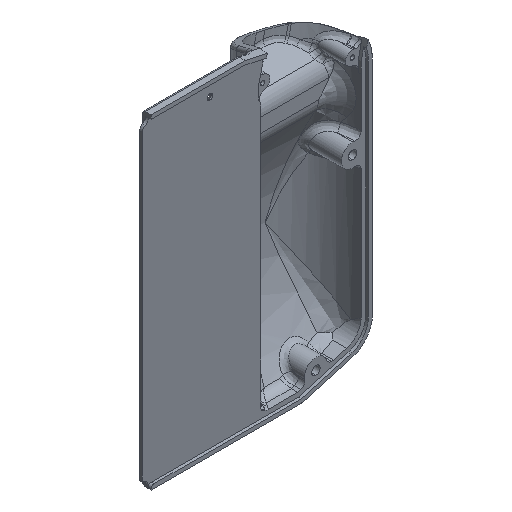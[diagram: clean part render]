
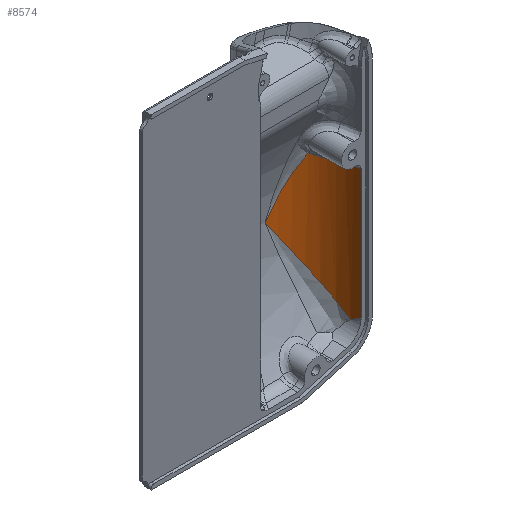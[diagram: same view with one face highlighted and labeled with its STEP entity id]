
A CAD part, isometric view. The second image highlights one B-rep face of the part: STEP entity #8574.
In plain terms, the highlighted cylindrical face has radius 17 mm (diameter 34 mm), a partial arc.
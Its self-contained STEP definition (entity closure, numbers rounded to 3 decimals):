
#9 = CARTESIAN_POINT ( 'NONE',  ( 39.814, 24.899, -96.452 ) ) ;
#74 = CARTESIAN_POINT ( 'NONE',  ( 25.453, 33.495, -71.805 ) ) ;
#98 = CYLINDRICAL_SURFACE ( 'NONE', #10569, 17. ) ;
#115 = CARTESIAN_POINT ( 'NONE',  ( 36.956, 28.599, -53.926 ) ) ;
#162 = B_SPLINE_CURVE_WITH_KNOTS ( 'NONE', 3,
 ( #7648, #9709, #8974, #9044, #6793, #9107, #9, #1062, #2887, #5793, #1900, #927, #10821, #2954, #5925, #4068, #8115, #4008, #12888, #6858, #1776, #74, #10886, #10102 ),
 .UNSPECIFIED., .F., .F.,
 ( 4, 2, 2, 2, 2, 2, 2, 2, 2, 2, 2, 4 ),
 ( 0., 0.002, 0.005, 0.01, 0.015, 0.02, 0.025, 0.03, 0.035, 0.037, 0.038, 0.04 ),
 .UNSPECIFIED. ) ;
#240 = CARTESIAN_POINT ( 'NONE',  ( 40.934, 22.551, -55.017 ) ) ;
#521 = DIRECTION ( 'NONE',  ( 0., 0., -1. ) ) ;
#608 = CARTESIAN_POINT ( 'NONE',  ( 41.774, 19.323, -102.219 ) ) ;
#629 = EDGE_CURVE ( 'NONE', #7144, #4906, #12203, .T. ) ;
#927 = CARTESIAN_POINT ( 'NONE',  ( 34.534, 30.607, -86.048 ) ) ;
#1062 = CARTESIAN_POINT ( 'NONE',  ( 38.721, 26.587, -93.928 ) ) ;
#1102 = CARTESIAN_POINT ( 'NONE',  ( 39.862, 24.777, -54.941 ) ) ;
#1252 = CARTESIAN_POINT ( 'NONE',  ( 35.346, 30., -54.777 ) ) ;
#1490 = EDGE_LOOP ( 'NONE', ( #2667, #3905, #11597, #10274, #4771 ) ) ;
#1512 = CARTESIAN_POINT ( 'NONE',  ( 25., 33.5, -71.121 ) ) ;
#1568 = CARTESIAN_POINT ( 'NONE',  ( 41.659, 19.886, -102.572 ) ) ;
#1776 = CARTESIAN_POINT ( 'NONE',  ( 25.906, 33.477, -72.489 ) ) ;
#1859 = VERTEX_POINT ( 'NONE', #5096 ) ;
#1900 = CARTESIAN_POINT ( 'NONE',  ( 36.055, 29.45, -88.715 ) ) ;
#2258 = CARTESIAN_POINT ( 'NONE',  ( 25., 33.5, -71.121 ) ) ;
#2571 = CARTESIAN_POINT ( 'NONE',  ( 41.993, 17.067, -100.779 ) ) ;
#2667 = ORIENTED_EDGE ( 'NONE', *, *, #10753, .F. ) ;
#2866 = VECTOR ( 'NONE', #521, 1000. ) ;
#2887 = CARTESIAN_POINT ( 'NONE',  ( 38.11, 27.367, -92.647 ) ) ;
#2954 = CARTESIAN_POINT ( 'NONE',  ( 32.09, 31.979, -82.019 ) ) ;
#3115 = CARTESIAN_POINT ( 'NONE',  ( 25., 16.5, 0.001 ) ) ;
#3423 = CARTESIAN_POINT ( 'NONE',  ( 42., 16.783, -100.597 ) ) ;
#3614 = CARTESIAN_POINT ( 'NONE',  ( 36.154, 29.329, -53.326 ) ) ;
#3651 = CARTESIAN_POINT ( 'NONE',  ( 42., 16.5, -54.916 ) ) ;
#3658 = CARTESIAN_POINT ( 'NONE',  ( 42., 16.5, 0.001 ) ) ;
#3905 = ORIENTED_EDGE ( 'NONE', *, *, #8085, .T. ) ;
#4008 = CARTESIAN_POINT ( 'NONE',  ( 27.262, 33.355, -74.539 ) ) ;
#4032 = DIRECTION ( 'NONE',  ( 0., 0., -1. ) ) ;
#4068 = CARTESIAN_POINT ( 'NONE',  ( 29.497, 32.92, -77.949 ) ) ;
#4093 = DIRECTION ( 'NONE',  ( -1., 0., 0. ) ) ;
#4108 = CARTESIAN_POINT ( 'NONE',  ( 39.225, 25.829, -54.83 ) ) ;
#4335 = B_SPLINE_CURVE_WITH_KNOTS ( 'NONE', 3,
 ( #3651, #10736, #9749, #10140, #5047, #9146, #240, #6224, #1102, #4108, #10201, #9212, #5240, #115, #11128, #7226 ),
 .UNSPECIFIED., .F., .F.,
 ( 4, 2, 2, 2, 2, 2, 2, 4 ),
 ( 0., 0.002, 0.004, 0.007, 0.009, 0.011, 0.013, 0.015 ),
 .UNSPECIFIED. ) ;
#4345 = CARTESIAN_POINT ( 'NONE',  ( 42., 16.5, -100.415 ) ) ;
#4531 = CARTESIAN_POINT ( 'NONE',  ( 35.757, 29.675, -54.049 ) ) ;
#4702 = CARTESIAN_POINT ( 'NONE',  ( 42., 16.5, -54.916 ) ) ;
#4771 = ORIENTED_EDGE ( 'NONE', *, *, #11680, .T. ) ;
#4906 = VERTEX_POINT ( 'NONE', #3614 ) ;
#5047 = CARTESIAN_POINT ( 'NONE',  ( 41.73, 19.582, -54.953 ) ) ;
#5096 = CARTESIAN_POINT ( 'NONE',  ( 42., 16.5, -100.415 ) ) ;
#5240 = CARTESIAN_POINT ( 'NONE',  ( 37.752, 27.757, -54.35 ) ) ;
#5269 = CARTESIAN_POINT ( 'NONE',  ( 28.977, 33.151, -65.122 ) ) ;
#5345 = CARTESIAN_POINT ( 'NONE',  ( 41.943, 17.914, -101.322 ) ) ;
#5396 = CARTESIAN_POINT ( 'NONE',  ( 34.499, 30.608, -56.241 ) ) ;
#5793 = CARTESIAN_POINT ( 'NONE',  ( 36.778, 28.798, -90.043 ) ) ;
#5925 = CARTESIAN_POINT ( 'NONE',  ( 31.239, 32.34, -80.668 ) ) ;
#6224 = CARTESIAN_POINT ( 'NONE',  ( 40.155, 24.226, -54.971 ) ) ;
#6384 = CARTESIAN_POINT ( 'NONE',  ( 31.817, 32.106, -60.661 ) ) ;
#6793 = CARTESIAN_POINT ( 'NONE',  ( 40.904, 22.529, -99.54 ) ) ;
#6858 = CARTESIAN_POINT ( 'NONE',  ( 26.133, 33.464, -72.831 ) ) ;
#7144 = VERTEX_POINT ( 'NONE', #2258 ) ;
#7226 = CARTESIAN_POINT ( 'NONE',  ( 36.154, 29.329, -53.326 ) ) ;
#7318 = CARTESIAN_POINT ( 'NONE',  ( 26.988, 33.5, -68.122 ) ) ;
#7648 = CARTESIAN_POINT ( 'NONE',  ( 41.659, 19.886, -102.572 ) ) ;
#8085 = EDGE_CURVE ( 'NONE', #8354, #4906, #4335, .T. ) ;
#8115 = CARTESIAN_POINT ( 'NONE',  ( 28.609, 33.137, -76.587 ) ) ;
#8354 = VERTEX_POINT ( 'NONE', #4702 ) ;
#8566 = CARTESIAN_POINT ( 'NONE',  ( 32.737, 31.672, -59.184 ) ) ;
#8574 = ADVANCED_FACE ( 'NONE', ( #12240 ), #98, .F. ) ;
#8974 = CARTESIAN_POINT ( 'NONE',  ( 41.408, 20.981, -101.367 ) ) ;
#9044 = CARTESIAN_POINT ( 'NONE',  ( 41.087, 22.025, -100.151 ) ) ;
#9107 = CARTESIAN_POINT ( 'NONE',  ( 40.297, 23.991, -97.696 ) ) ;
#9146 = CARTESIAN_POINT ( 'NONE',  ( 41.328, 21.39, -54.991 ) ) ;
#9212 = CARTESIAN_POINT ( 'NONE',  ( 38.147, 27.295, -54.51 ) ) ;
#9560 = LINE ( 'NONE', #3658, #2866 ) ;
#9574 = VERTEX_POINT ( 'NONE', #1568 ) ;
#9709 = CARTESIAN_POINT ( 'NONE',  ( 41.547, 20.44, -101.973 ) ) ;
#9749 = CARTESIAN_POINT ( 'NONE',  ( 41.966, 17.739, -54.921 ) ) ;
#10102 = CARTESIAN_POINT ( 'NONE',  ( 25., 33.5, -71.121 ) ) ;
#10140 = CARTESIAN_POINT ( 'NONE',  ( 41.831, 18.968, -54.94 ) ) ;
#10201 = CARTESIAN_POINT ( 'NONE',  ( 38.881, 26.333, -54.749 ) ) ;
#10274 = ORIENTED_EDGE ( 'NONE', *, *, #10307, .F. ) ;
#10307 = EDGE_CURVE ( 'NONE', #9574, #7144, #162, .T. ) ;
#10569 = AXIS2_PLACEMENT_3D ( 'NONE', #3115, #4032, #4093 ) ;
#10736 = CARTESIAN_POINT ( 'NONE',  ( 42., 17.121, -54.916 ) ) ;
#10753 = EDGE_CURVE ( 'NONE', #8354, #1859, #9560, .T. ) ;
#10821 = CARTESIAN_POINT ( 'NONE',  ( 33.737, 31.113, -84.708 ) ) ;
#10886 = CARTESIAN_POINT ( 'NONE',  ( 25.228, 33.5, -71.465 ) ) ;
#11128 = CARTESIAN_POINT ( 'NONE',  ( 36.552, 28.983, -53.663 ) ) ;
#11462 = B_SPLINE_CURVE_WITH_KNOTS ( 'NONE', 3,
 ( #12430, #608, #12496, #5345, #12629, #2571, #3423, #4345 ),
 .UNSPECIFIED., .F., .F.,
 ( 4, 2, 2, 4 ),
 ( 0., 0.002, 0.003, 0.004 ),
 .UNSPECIFIED. ) ;
#11597 = ORIENTED_EDGE ( 'NONE', *, *, #629, .F. ) ;
#11680 = EDGE_CURVE ( 'NONE', #9574, #1859, #11462, .T. ) ;
#12203 = B_SPLINE_CURVE_WITH_KNOTS ( 'NONE', 3,
 ( #1512, #7318, #5269, #6384, #8566, #12415, #5396, #1252, #4531, #12612 ),
 .UNSPECIFIED., .F., .F.,
 ( 4, 2, 2, 2, 4 ),
 ( 0., 0.011, 0.016, 0.019, 0.022 ),
 .UNSPECIFIED. ) ;
#12240 = FACE_OUTER_BOUND ( 'NONE', #1490, .T. ) ;
#12415 = CARTESIAN_POINT ( 'NONE',  ( 34.065, 30.891, -56.976 ) ) ;
#12430 = CARTESIAN_POINT ( 'NONE',  ( 41.659, 19.886, -102.572 ) ) ;
#12496 = CARTESIAN_POINT ( 'NONE',  ( 41.859, 18.76, -101.862 ) ) ;
#12612 = CARTESIAN_POINT ( 'NONE',  ( 36.154, 29.329, -53.326 ) ) ;
#12629 = CARTESIAN_POINT ( 'NONE',  ( 41.965, 17.632, -101.141 ) ) ;
#12888 = CARTESIAN_POINT ( 'NONE',  ( 26.811, 33.409, -73.856 ) ) ;
